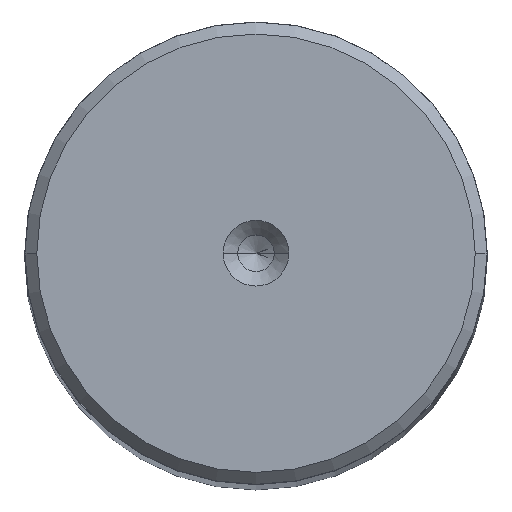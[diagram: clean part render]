
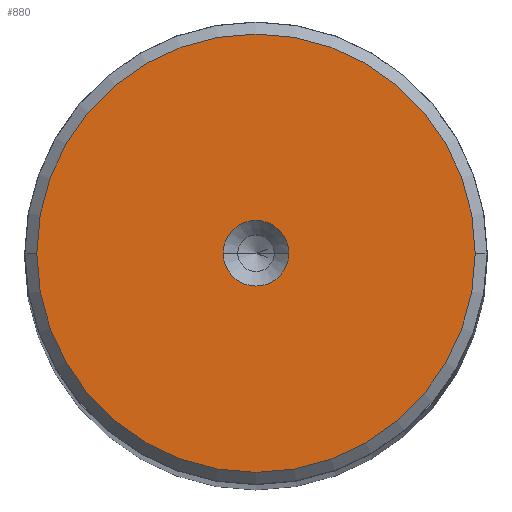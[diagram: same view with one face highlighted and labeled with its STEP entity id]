
A CAD part, top view. The second image highlights one B-rep face of the part: STEP entity #880.
In plain terms, the highlighted planar face has unit normal (0, 0, 1).
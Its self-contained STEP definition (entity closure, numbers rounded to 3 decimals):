
#73 = CARTESIAN_POINT ( 'NONE',  ( 0., 0., 260. ) ) ;
#151 = AXIS2_PLACEMENT_3D ( 'NONE', #1383, #1777, #1366 ) ;
#163 = VERTEX_POINT ( 'NONE', #1367 ) ;
#253 = AXIS2_PLACEMENT_3D ( 'NONE', #73, #2137, #2320 ) ;
#309 = AXIS2_PLACEMENT_3D ( 'NONE', #1651, #894, #1436 ) ;
#311 = ORIENTED_EDGE ( 'NONE', *, *, #1602, .T. ) ;
#318 = DIRECTION ( 'NONE',  ( 1., 0., 0. ) ) ;
#569 = VERTEX_POINT ( 'NONE', #1161 ) ;
#603 = CARTESIAN_POINT ( 'NONE',  ( -18.014, 0., 260. ) ) ;
#610 = ORIENTED_EDGE ( 'NONE', *, *, #1440, .F. ) ;
#880 = ADVANCED_FACE ( 'NONE', ( #942, #2445 ), #1963, .T. ) ;
#894 = DIRECTION ( 'NONE',  ( 0., 0., 1. ) ) ;
#942 = FACE_BOUND ( 'NONE', #1718, .T. ) ;
#1014 = DIRECTION ( 'NONE',  ( 1., 0., 0. ) ) ;
#1161 = CARTESIAN_POINT ( 'NONE',  ( 2.7, 0., 260. ) ) ;
#1178 = CIRCLE ( 'NONE', #309, 2.7 ) ;
#1261 = AXIS2_PLACEMENT_3D ( 'NONE', #2401, #1275, #318 ) ;
#1270 = CIRCLE ( 'NONE', #2074, 18.014 ) ;
#1275 = DIRECTION ( 'NONE',  ( 0., 0., 1. ) ) ;
#1331 = ORIENTED_EDGE ( 'NONE', *, *, #2367, .T. ) ;
#1334 = VERTEX_POINT ( 'NONE', #603 ) ;
#1366 = DIRECTION ( 'NONE',  ( 1., 0., 0. ) ) ;
#1367 = CARTESIAN_POINT ( 'NONE',  ( 18.014, 0., 260. ) ) ;
#1383 = CARTESIAN_POINT ( 'NONE',  ( 0., 0., 260. ) ) ;
#1436 = DIRECTION ( 'NONE',  ( 1., 0., 0. ) ) ;
#1440 = EDGE_CURVE ( 'NONE', #569, #2016, #1626, .T. ) ;
#1458 = EDGE_LOOP ( 'NONE', ( #311, #1331 ) ) ;
#1490 = ORIENTED_EDGE ( 'NONE', *, *, #1560, .F. ) ;
#1560 = EDGE_CURVE ( 'NONE', #2016, #569, #1178, .T. ) ;
#1587 = CARTESIAN_POINT ( 'NONE',  ( 0., 0., 260. ) ) ;
#1602 = EDGE_CURVE ( 'NONE', #1334, #163, #2422, .T. ) ;
#1626 = CIRCLE ( 'NONE', #253, 2.7 ) ;
#1651 = CARTESIAN_POINT ( 'NONE',  ( 0., 0., 260. ) ) ;
#1718 = EDGE_LOOP ( 'NONE', ( #610, #1490 ) ) ;
#1777 = DIRECTION ( 'NONE',  ( 0., 0., 1. ) ) ;
#1963 = PLANE ( 'NONE',  #151 ) ;
#2016 = VERTEX_POINT ( 'NONE', #2084 ) ;
#2074 = AXIS2_PLACEMENT_3D ( 'NONE', #1587, #2135, #1014 ) ;
#2084 = CARTESIAN_POINT ( 'NONE',  ( -2.7, 0., 260. ) ) ;
#2135 = DIRECTION ( 'NONE',  ( 0., 0., 1. ) ) ;
#2137 = DIRECTION ( 'NONE',  ( 0., 0., 1. ) ) ;
#2320 = DIRECTION ( 'NONE',  ( 1., 0., 0. ) ) ;
#2367 = EDGE_CURVE ( 'NONE', #163, #1334, #1270, .T. ) ;
#2401 = CARTESIAN_POINT ( 'NONE',  ( 0., 0., 260. ) ) ;
#2422 = CIRCLE ( 'NONE', #1261, 18.014 ) ;
#2445 = FACE_OUTER_BOUND ( 'NONE', #1458, .T. ) ;
